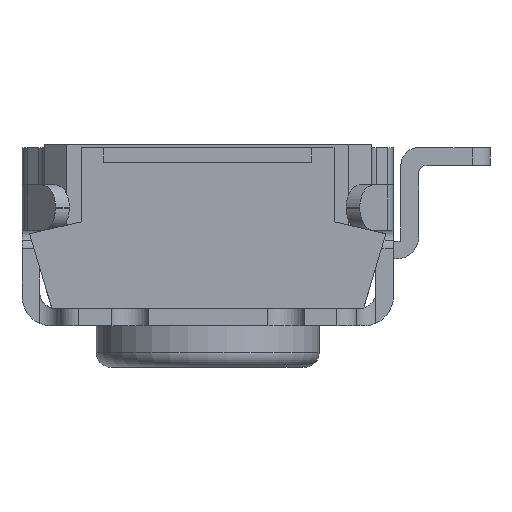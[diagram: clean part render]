
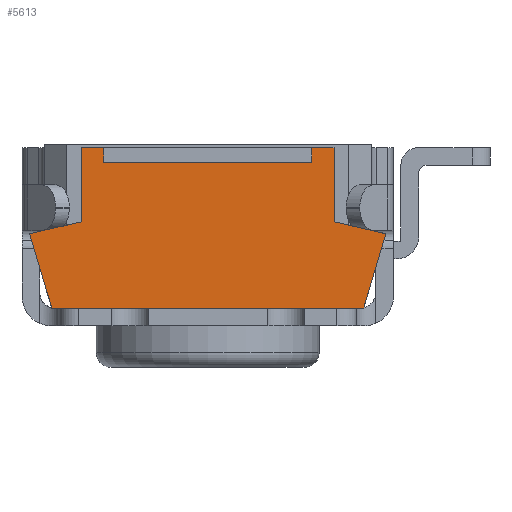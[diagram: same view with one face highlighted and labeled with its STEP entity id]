
A CAD part, left-side view. The second image highlights one B-rep face of the part: STEP entity #5613.
In plain terms, the highlighted planar face has unit normal (-1, 0, 0).
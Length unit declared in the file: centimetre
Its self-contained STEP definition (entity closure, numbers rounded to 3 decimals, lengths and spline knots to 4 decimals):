
#262=PLANE('',#6112);
#688=LINE('',#9077,#1281);
#697=LINE('',#9095,#1290);
#724=LINE('',#9148,#1317);
#726=LINE('',#9154,#1319);
#732=LINE('',#9164,#1325);
#733=LINE('',#9167,#1326);
#734=LINE('',#9169,#1327);
#735=LINE('',#9170,#1328);
#736=LINE('',#9171,#1329);
#737=LINE('',#9173,#1330);
#738=LINE('',#9175,#1331);
#739=LINE('',#9176,#1332);
#1281=VECTOR('',#7353,1.);
#1290=VECTOR('',#7366,1.);
#1317=VECTOR('',#7407,1.);
#1319=VECTOR('',#7411,1.);
#1325=VECTOR('',#7423,1.);
#1326=VECTOR('',#7426,1.);
#1327=VECTOR('',#7427,1.);
#1328=VECTOR('',#7428,1.);
#1329=VECTOR('',#7429,1.);
#1330=VECTOR('',#7430,1.);
#1331=VECTOR('',#7431,1.);
#1332=VECTOR('',#7432,1.);
#1726=FACE_OUTER_BOUND('',#2027,.T.);
#2027=EDGE_LOOP('',(#4849,#4850,#4851,#4852,#4853,#4854,#4855,#4856,#4857,
#4858,#4859,#4860));
#2726=VERTEX_POINT('',#9074);
#2727=VERTEX_POINT('',#9076);
#2733=VERTEX_POINT('',#9092);
#2734=VERTEX_POINT('',#9094);
#2750=VERTEX_POINT('',#9141);
#2753=VERTEX_POINT('',#9146);
#2755=VERTEX_POINT('',#9151);
#2756=VERTEX_POINT('',#9153);
#2758=VERTEX_POINT('',#9166);
#2759=VERTEX_POINT('',#9168);
#2760=VERTEX_POINT('',#9172);
#2761=VERTEX_POINT('',#9174);
#3456=EDGE_CURVE('',#2727,#2726,#688,.T.);
#3465=EDGE_CURVE('',#2734,#2733,#697,.T.);
#3492=EDGE_CURVE('',#2750,#2753,#724,.T.);
#3494=EDGE_CURVE('',#2756,#2755,#726,.T.);
#3500=EDGE_CURVE('',#2755,#2750,#732,.T.);
#3501=EDGE_CURVE('',#2753,#2758,#733,.T.);
#3502=EDGE_CURVE('',#2758,#2759,#734,.T.);
#3503=EDGE_CURVE('',#2759,#2734,#735,.T.);
#3504=EDGE_CURVE('',#2733,#2727,#736,.T.);
#3505=EDGE_CURVE('',#2726,#2760,#737,.T.);
#3506=EDGE_CURVE('',#2760,#2761,#738,.T.);
#3507=EDGE_CURVE('',#2761,#2756,#739,.T.);
#4849=ORIENTED_EDGE('',*,*,#3494,.T.);
#4850=ORIENTED_EDGE('',*,*,#3500,.T.);
#4851=ORIENTED_EDGE('',*,*,#3492,.T.);
#4852=ORIENTED_EDGE('',*,*,#3501,.T.);
#4853=ORIENTED_EDGE('',*,*,#3502,.T.);
#4854=ORIENTED_EDGE('',*,*,#3503,.T.);
#4855=ORIENTED_EDGE('',*,*,#3465,.T.);
#4856=ORIENTED_EDGE('',*,*,#3504,.T.);
#4857=ORIENTED_EDGE('',*,*,#3456,.T.);
#4858=ORIENTED_EDGE('',*,*,#3505,.T.);
#4859=ORIENTED_EDGE('',*,*,#3506,.T.);
#4860=ORIENTED_EDGE('',*,*,#3507,.T.);
#5613=ADVANCED_FACE('',(#1726),#262,.T.);
#6112=AXIS2_PLACEMENT_3D('',#9165,#7424,#7425);
#7353=DIRECTION('',(0.,-0.287,0.958));
#7366=DIRECTION('',(0.,-0.287,-0.958));
#7407=DIRECTION('',(0.,0.,1.));
#7411=DIRECTION('',(0.,0.,-1.));
#7423=DIRECTION('',(0.,1.,0.));
#7424=DIRECTION('center_axis',(-1.,0.,0.));
#7425=DIRECTION('ref_axis',(0.,1.,0.));
#7426=DIRECTION('',(0.,1.,0.));
#7427=DIRECTION('',(0.,0.,-1.));
#7428=DIRECTION('',(0.,0.975,-0.223));
#7429=DIRECTION('',(0.,-1.,0.));
#7430=DIRECTION('',(0.,0.975,0.223));
#7431=DIRECTION('',(0.,0.,1.));
#7432=DIRECTION('',(0.,1.,0.));
#9074=CARTESIAN_POINT('',(-0.998,-0.1295,-0.0327));
#9076=CARTESIAN_POINT('',(-0.998,-0.1145,-0.0827));
#9077=CARTESIAN_POINT('',(-0.998,-0.1145,-0.0827));
#9092=CARTESIAN_POINT('',(-0.998,0.0955,-0.0827));
#9094=CARTESIAN_POINT('',(-0.998,0.1105,-0.0327));
#9095=CARTESIAN_POINT('',(-0.998,0.1105,-0.0327));
#9141=CARTESIAN_POINT('',(-0.998,0.0605,0.0153));
#9146=CARTESIAN_POINT('',(-0.998,0.0605,0.0253));
#9148=CARTESIAN_POINT('',(-0.998,0.0605,-0.0067));
#9151=CARTESIAN_POINT('',(-0.998,-0.0795,0.0153));
#9153=CARTESIAN_POINT('',(-0.998,-0.0795,0.0253));
#9154=CARTESIAN_POINT('',(-0.998,-0.0795,-0.0067));
#9164=CARTESIAN_POINT('',(-0.998,-0.0095,0.0153));
#9165=CARTESIAN_POINT('Origin',(-0.998,-0.0095,
-0.0287));
#9166=CARTESIAN_POINT('',(-0.998,0.0755,0.0253));
#9167=CARTESIAN_POINT('',(-0.998,-0.0945,0.0253));
#9168=CARTESIAN_POINT('',(-0.998,0.0755,-0.0247));
#9169=CARTESIAN_POINT('',(-0.998,0.0755,0.0253));
#9170=CARTESIAN_POINT('',(-0.998,0.0755,-0.0247));
#9171=CARTESIAN_POINT('',(-0.998,0.0955,-0.0827));
#9172=CARTESIAN_POINT('',(-0.998,-0.0945,-0.0247));
#9173=CARTESIAN_POINT('',(-0.998,-0.1295,-0.0327));
#9174=CARTESIAN_POINT('',(-0.998,-0.0945,0.0253));
#9175=CARTESIAN_POINT('',(-0.998,-0.0945,-0.0247));
#9176=CARTESIAN_POINT('',(-0.998,-0.0945,0.0253));
